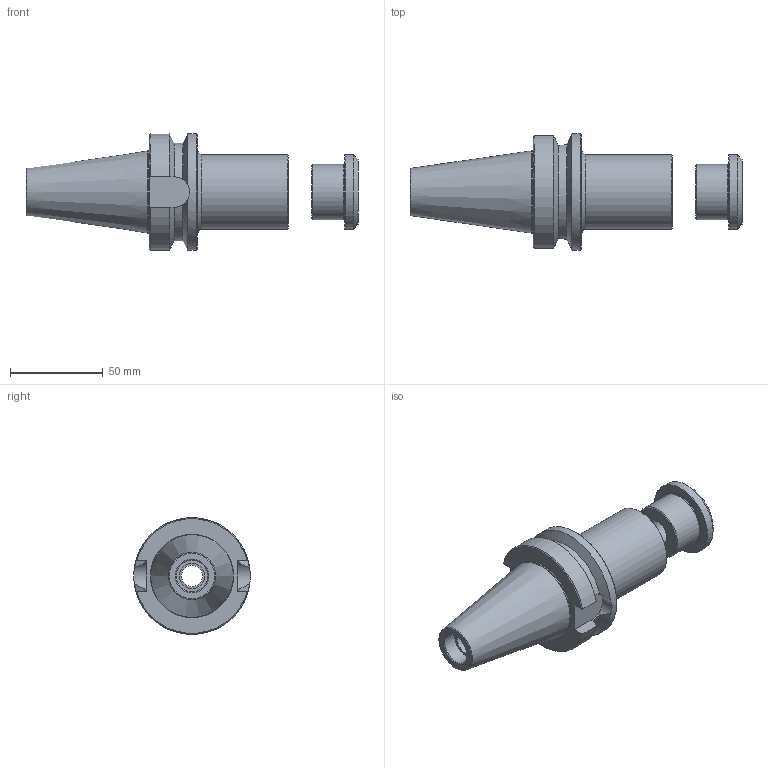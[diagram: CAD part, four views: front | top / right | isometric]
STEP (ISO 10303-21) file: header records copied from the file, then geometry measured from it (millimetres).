
FILE_DESCRIPTION(/* description */ (''),/* implementation_level */ '2;1');
FILE_NAME(/* name */ 'BT40 SSA30-3.0D.step',/* time_stamp */ '2025-11-06T09:13:34-06:00',/* author */ (''),/* organization */ (''),/* preprocessor_version */ 'ST-DEVELOPER v20.1',/* originating_system */ 'Autodesk Translation Framework v14.17.0.0',/* authorisation */ '');
FILE_SCHEMA (('AUTOMOTIVE_DESIGN { 1 0 10303 214 3 1 1 }'));
Length unit declared in the file: inch
Products named in the file (2): BT40 EM.750-2.5D; SSA30mm-Cap v1
Assembly tree (1 placements, depth 2):
  BT40 EM.750-2.5D
    SSA30mm-Cap v1
Bounding box: 179.35 x 62.99 x 62.99 mm (x, y, z)
Volume: 182930.6 mm3; surface area: 37248.5 mm2
Topology: 2 solids, 2 shells, 70 faces, 157 edges, 98 vertices
Faces by surface type: cone 27, cylinder 24, plane 17, torus 2
Full cylindrical faces by diameter (mm): 1.651 x6, 11.43 x1, 13.462 x1, 13.716 x1, 17.018 x1, 20.32 x1, 29.492 x1, 30 x2, 40.386 x2, 44.45 x1, 62.992 x1
Entity records: 2092 total; most frequent: CARTESIAN_POINT 409, DIRECTION 349, ORIENTED_EDGE 302, EDGE_CURVE 151, AXIS2_PLACEMENT_3D 144, VERTEX_POINT 98, EDGE_LOOP 87, CIRCLE 71
